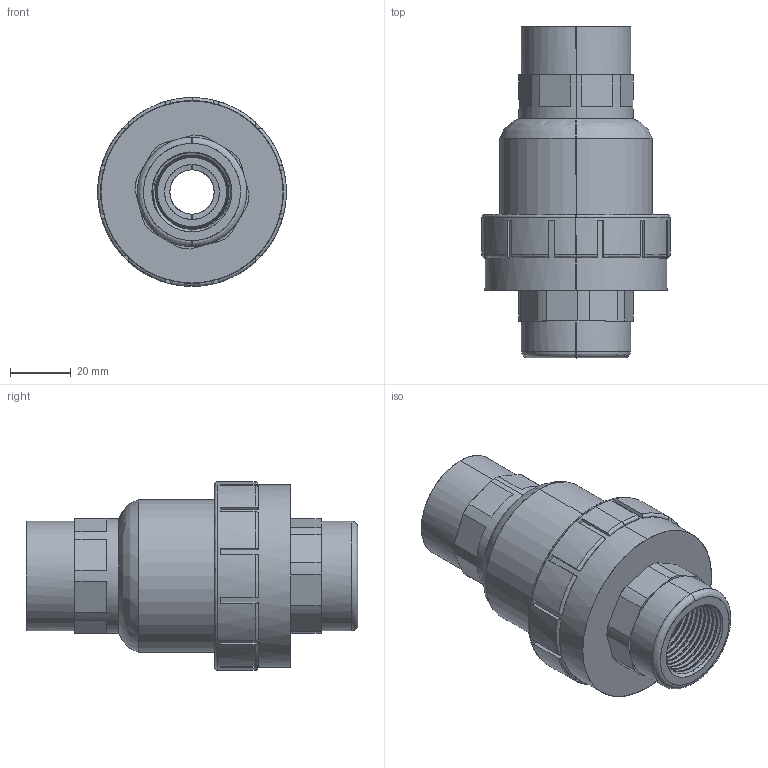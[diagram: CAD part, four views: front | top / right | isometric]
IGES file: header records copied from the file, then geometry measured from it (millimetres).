
Start section: SolidWorks IGES file using analytic representation for surfaces
Global section: file name: VP460N_20A.IGS; native system: SolidWorks 2017; preprocessor: SolidWorks 2017; author: D1712-001!; date: 200519.164815; units: millimetre
Bounding box: 62 x 109 x 62 mm (x, y, z)
Surface area: 33407.8 mm2 (no closed solid volume)
Topology: 0 solids, 0 shells, 242 faces, 8258 edges, 8258 vertices
Faces by surface type: revolution 122, bspline 120
